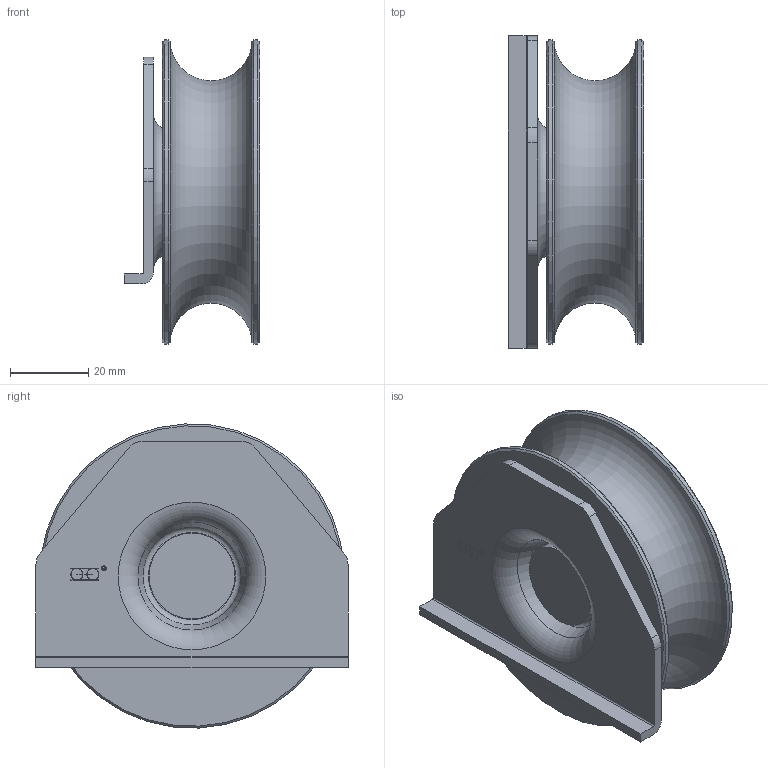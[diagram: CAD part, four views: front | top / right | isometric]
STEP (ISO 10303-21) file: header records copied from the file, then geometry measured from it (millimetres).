
FILE_DESCRIPTION(/* description */ (''),/* implementation_level */ '2;1');
FILE_NAME(/* name */ '23081R21.stp',/* time_stamp */ '2019-08-05T14:14:47+02:00',/* author */ ('DOMINIQUE'),/* organization */ (''),/* preprocessor_version */ 'ST-DEVELOPER v17.2',/* originating_system */ 'Autodesk Inventor 2019',/* authorisation */ '');
FILE_SCHEMA (('AUTOMOTIVE_DESIGN { 1 0 10303 214 3 1 1 }'));
Length unit declared in the file: millimetre
Products named in the file (5): 23081R21; 22760; 09238; Axe; 19724SO-031212
Assembly tree (4 placements, depth 2):
  23081R21
    22760
    09238
    Axe
    19724SO-031212
Bounding box: 34.75 x 80 x 77.9 mm (x, y, z)
Volume: 72876.4 mm3; surface area: 36977.5 mm2
Topology: 13 solids, 15 shells, 145 faces, 374 edges, 257 vertices
Faces by surface type: plane 67, cylinder 35, torus 25, cone 10, sphere 8
Full cylindrical faces by diameter (mm): 1.151 x1, 1.25 x1, 13.5 x1, 16.9 x1, 17 x1, 17.2 x1, 22 x1, 24.498 x2, 32.502 x2, 36.5 x1, 37.83 x1, 40 x2, 40.4 x1, 45 x1, 78 x2
Entity records: 4885 total; most frequent: DIRECTION 892, CARTESIAN_POINT 816, ORIENTED_EDGE 742, EDGE_CURVE 373, AXIS2_PLACEMENT_3D 365, VERTEX_POINT 289, CIRCLE 211, EDGE_LOOP 188
